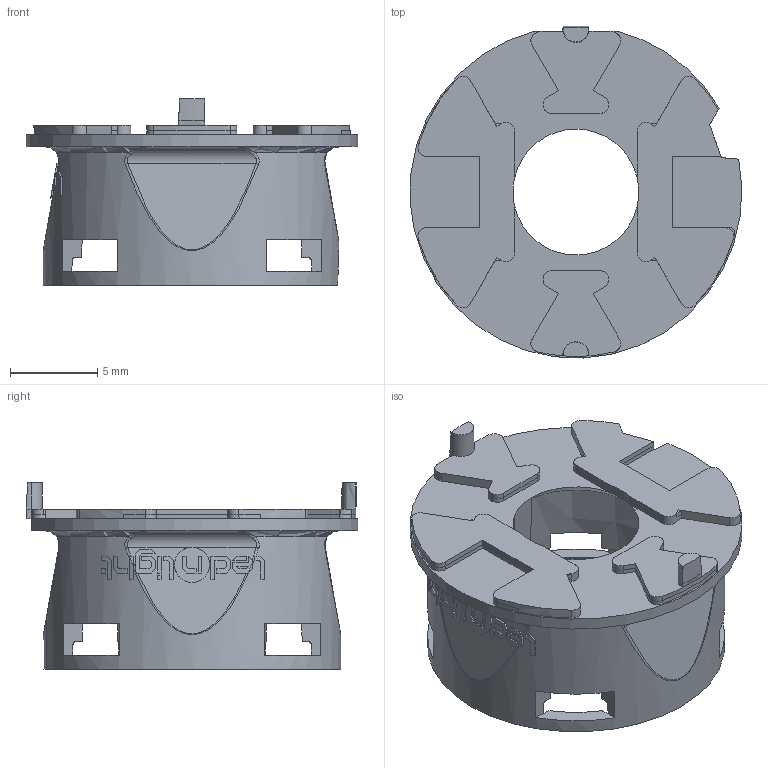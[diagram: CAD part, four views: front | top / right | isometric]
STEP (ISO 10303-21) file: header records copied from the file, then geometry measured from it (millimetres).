
FILE_DESCRIPTION(('STEP AP214'),'1');
FILE_NAME('230126_X74259_3D_LLH01AAC_IndB.stp','2023-01-26T14:31:31',(' '),(' '),'Spatial InterOp 3D',' ',' ');
FILE_SCHEMA(('AUTOMOTIVE_DESIGN { 1 0 10303 214 1 1 1 1 }'));
Length unit declared in the file: millimetre
Products named in the file (1): 230126_X74259_3D_LLH01AAC_IndB
Bounding box: 18.98 x 18.99 x 10.65 mm (x, y, z)
Volume: 533.2 mm3; surface area: 1360.5 mm2
Topology: 1 solids, 1 shells, 475 faces, 1318 edges, 837 vertices
Faces by surface type: plane 273, cylinder 99, bspline 40, cone 32, torus 21, sphere 8, extrusion 2
Entity records: 21539 total; most frequent: CARTESIAN_POINT 6191, ORIENTED_EDGE 2602, DIRECTION 2170, EDGE_CURVE 1301, VERTEX_POINT 836, AXIS2_PLACEMENT_3D 785, VECTOR 600, LINE 598
